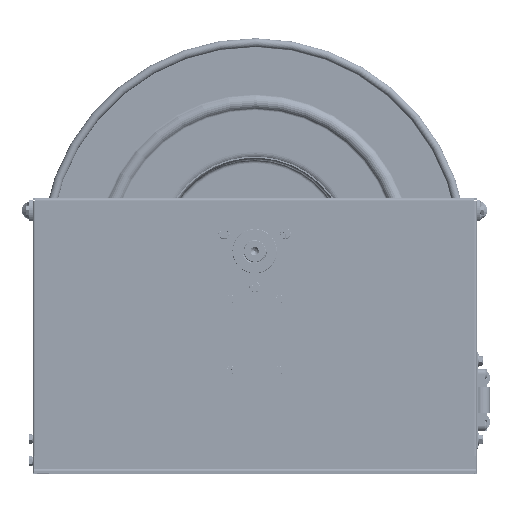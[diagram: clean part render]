
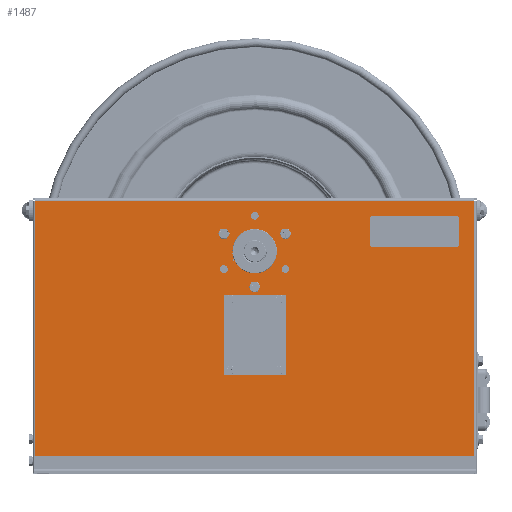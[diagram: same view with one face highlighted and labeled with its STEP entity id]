
A CAD part, top view. The second image highlights one B-rep face of the part: STEP entity #1487.
In plain terms, the highlighted planar face has unit normal (0, 0, 1).
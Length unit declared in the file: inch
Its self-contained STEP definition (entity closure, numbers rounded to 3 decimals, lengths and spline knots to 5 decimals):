
#427=CARTESIAN_POINT('',(-1.,2.06,0.0747));
#428=VERTEX_POINT('',#427);
#435=CARTESIAN_POINT('',(-1.,-1.94,0.0747));
#436=VERTEX_POINT('',#435);
#437=CARTESIAN_POINT('',(-1.,-1.94,0.0747));
#438=DIRECTION('',(0.0,1.0,0.0));
#439=VECTOR('',#438,4.0);
#440=LINE('',#437,#439);
#441=EDGE_CURVE('',#436,#428,#440,.T.);
#466=CARTESIAN_POINT('',(1.,-1.94,0.0747));
#467=VERTEX_POINT('',#466);
#468=CARTESIAN_POINT('',(1.,-1.94,0.0747));
#469=DIRECTION('',(-1.0,0.0,0.0));
#470=VECTOR('',#469,2.0);
#471=LINE('',#468,#470);
#472=EDGE_CURVE('',#467,#436,#471,.T.);
#497=CARTESIAN_POINT('',(1.0,2.06,0.0747));
#498=VERTEX_POINT('',#497);
#499=CARTESIAN_POINT('',(1.,2.06,0.0747));
#500=DIRECTION('',(0.0,-1.0,0.0));
#501=VECTOR('',#500,4.);
#502=LINE('',#499,#501);
#503=EDGE_CURVE('',#498,#467,#502,.T.);
#526=CARTESIAN_POINT('',(-1.,2.06,0.0747));
#527=DIRECTION('',(1.0,0.0,0.0));
#528=VECTOR('',#527,2.);
#529=LINE('',#526,#528);
#530=EDGE_CURVE('',#428,#498,#529,.T.);
#552=CARTESIAN_POINT('',(1.53,-1.94,0.0747));
#553=VERTEX_POINT('',#552);
#554=CARTESIAN_POINT('',(1.375,-1.94,0.0747));
#555=DIRECTION('',(0.0,0.0,-1.0));
#556=DIRECTION('',(1.0,0.0,0.0));
#557=AXIS2_PLACEMENT_3D('',#554,#555,#556);
#558=CIRCLE('',#557,0.155);
#559=EDGE_CURVE('',#553,#553,#558,.T.);
#580=CARTESIAN_POINT('',(-1.22,2.06,0.0747));
#581=VERTEX_POINT('',#580);
#582=CARTESIAN_POINT('',(-1.375,2.06,0.0747));
#583=DIRECTION('',(0.0,0.0,-1.0));
#584=DIRECTION('',(1.0,0.0,0.0));
#585=AXIS2_PLACEMENT_3D('',#582,#583,#584);
#586=CIRCLE('',#585,0.155);
#587=EDGE_CURVE('',#581,#581,#586,.T.);
#608=CARTESIAN_POINT('',(1.53,2.06,0.0747));
#609=VERTEX_POINT('',#608);
#610=CARTESIAN_POINT('',(1.375,2.06,0.0747));
#611=DIRECTION('',(0.0,0.0,-1.0));
#612=DIRECTION('',(1.0,0.0,0.0));
#613=AXIS2_PLACEMENT_3D('',#610,#611,#612);
#614=CIRCLE('',#613,0.155);
#615=EDGE_CURVE('',#609,#609,#614,.T.);
#636=CARTESIAN_POINT('',(-1.22,-1.94,0.0747));
#637=VERTEX_POINT('',#636);
#638=CARTESIAN_POINT('',(-1.375,-1.94,0.0747));
#639=DIRECTION('',(0.0,0.0,-1.0));
#640=DIRECTION('',(1.0,0.0,0.0));
#641=AXIS2_PLACEMENT_3D('',#638,#639,#640);
#642=CIRCLE('',#641,0.155);
#643=EDGE_CURVE('',#637,#637,#642,.T.);
#664=CARTESIAN_POINT('',(1.95205,3.75,0.0747));
#665=VERTEX_POINT('',#664);
#666=CARTESIAN_POINT('',(1.73205,3.75,0.0747));
#667=DIRECTION('',(0.0,0.0,-1.0));
#668=DIRECTION('',(1.0,0.0,0.0));
#669=AXIS2_PLACEMENT_3D('',#666,#667,#668);
#670=CIRCLE('',#669,0.22);
#671=EDGE_CURVE('',#665,#665,#670,.T.);
#692=CARTESIAN_POINT('',(-1.51205,3.75,0.0747));
#693=VERTEX_POINT('',#692);
#694=CARTESIAN_POINT('',(-1.73205,3.75,0.0747));
#695=DIRECTION('',(0.0,0.0,-1.0));
#696=DIRECTION('',(1.0,0.0,0.0));
#697=AXIS2_PLACEMENT_3D('',#694,#695,#696);
#698=CIRCLE('',#697,0.22);
#699=EDGE_CURVE('',#693,#693,#698,.T.);
#720=CARTESIAN_POINT('',(0.22,6.75,0.0747));
#721=VERTEX_POINT('',#720);
#722=CARTESIAN_POINT('',(0.0,6.75,0.0747));
#723=DIRECTION('',(0.0,0.0,-1.0));
#724=DIRECTION('',(1.0,0.0,0.0));
#725=AXIS2_PLACEMENT_3D('',#722,#723,#724);
#726=CIRCLE('',#725,0.22);
#727=EDGE_CURVE('',#721,#721,#726,.T.);
#748=CARTESIAN_POINT('',(-1.51205,5.75,0.0747));
#749=VERTEX_POINT('',#748);
#750=CARTESIAN_POINT('',(-1.73205,5.75,0.0747));
#751=DIRECTION('',(0.0,0.0,-1.0));
#752=DIRECTION('',(1.0,0.0,0.0));
#753=AXIS2_PLACEMENT_3D('',#750,#751,#752);
#754=CIRCLE('',#753,0.22);
#755=EDGE_CURVE('',#749,#749,#754,.T.);
#776=CARTESIAN_POINT('',(0.22,2.75,0.0747));
#777=VERTEX_POINT('',#776);
#778=CARTESIAN_POINT('',(0.0,2.75,0.0747));
#779=DIRECTION('',(0.0,0.0,-1.0));
#780=DIRECTION('',(1.0,0.0,0.0));
#781=AXIS2_PLACEMENT_3D('',#778,#779,#780);
#782=CIRCLE('',#781,0.22);
#783=EDGE_CURVE('',#777,#777,#782,.T.);
#804=CARTESIAN_POINT('',(1.95205,5.75,0.0747));
#805=VERTEX_POINT('',#804);
#806=CARTESIAN_POINT('',(1.73205,5.75,0.0747));
#807=DIRECTION('',(0.0,0.0,-1.0));
#808=DIRECTION('',(1.0,0.0,0.0));
#809=AXIS2_PLACEMENT_3D('',#806,#807,#808);
#810=CIRCLE('',#809,0.22);
#811=EDGE_CURVE('',#805,#805,#810,.T.);
#832=CARTESIAN_POINT('',(1.14,4.75,0.0747));
#833=VERTEX_POINT('',#832);
#834=CARTESIAN_POINT('',(0.0,4.75,0.0747));
#835=DIRECTION('',(0.0,0.0,-1.0));
#836=DIRECTION('',(-1.0,0.0,0.0));
#837=AXIS2_PLACEMENT_3D('',#834,#835,#836);
#838=CIRCLE('',#837,1.14);
#839=EDGE_CURVE('',#833,#833,#838,.T.);
#859=CARTESIAN_POINT('',(-12.3506,-7.75,0.0747));
#860=VERTEX_POINT('',#859);
#868=CARTESIAN_POINT('',(-12.3506,7.6006,0.0747));
#869=VERTEX_POINT('',#868);
#870=CARTESIAN_POINT('',(-12.3506,7.6006,0.0747));
#871=DIRECTION('',(0.0,-1.0,0.0));
#872=VECTOR('',#871,15.3506);
#873=LINE('',#870,#872);
#874=EDGE_CURVE('',#869,#860,#873,.T.);
#980=CARTESIAN_POINT('',(12.3506,7.6006,0.0747));
#981=VERTEX_POINT('',#980);
#982=CARTESIAN_POINT('',(12.3506,7.6006,0.0747));
#983=DIRECTION('',(-1.0,0.0,0.0));
#984=VECTOR('',#983,24.7012);
#985=LINE('',#982,#984);
#986=EDGE_CURVE('',#981,#869,#985,.T.);
#1107=CARTESIAN_POINT('',(12.3506,-7.75,0.0747));
#1108=VERTEX_POINT('',#1107);
#1116=CARTESIAN_POINT('',(12.3506,-7.75,0.0747));
#1117=DIRECTION('',(-1.0,0.0,0.0));
#1118=VECTOR('',#1117,24.7012);
#1119=LINE('',#1116,#1118);
#1120=EDGE_CURVE('',#1108,#860,#1119,.T.);
#1225=CARTESIAN_POINT('',(12.3506,-7.75,0.0747));
#1226=DIRECTION('',(0.0,1.0,0.0));
#1227=VECTOR('',#1226,15.3506);
#1228=LINE('',#1225,#1227);
#1229=EDGE_CURVE('',#1108,#981,#1228,.T.);
#1437=CARTESIAN_POINT('',(0.,0.,0.0747));
#1438=DIRECTION('',(0.0,0.0,1.0));
#1439=DIRECTION('',(1.0,0.0,0.0));
#1440=AXIS2_PLACEMENT_3D('',#1437,#1438,#1439);
#1441=PLANE('',#1440);
#1442=ORIENTED_EDGE('',*,*,#874,.T.);
#1443=ORIENTED_EDGE('',*,*,#1120,.F.);
#1444=ORIENTED_EDGE('',*,*,#1229,.T.);
#1445=ORIENTED_EDGE('',*,*,#986,.T.);
#1446=EDGE_LOOP('',(#1442,#1443,#1444,#1445));
#1447=FACE_OUTER_BOUND('',#1446,.T.);
#1448=ORIENTED_EDGE('',*,*,#441,.T.);
#1449=ORIENTED_EDGE('',*,*,#530,.T.);
#1450=ORIENTED_EDGE('',*,*,#503,.T.);
#1451=ORIENTED_EDGE('',*,*,#472,.T.);
#1452=EDGE_LOOP('',(#1448,#1449,#1450,#1451));
#1453=FACE_BOUND('',#1452,.T.);
#1454=ORIENTED_EDGE('',*,*,#559,.T.);
#1455=EDGE_LOOP('',(#1454));
#1456=FACE_BOUND('',#1455,.T.);
#1457=ORIENTED_EDGE('',*,*,#587,.T.);
#1458=EDGE_LOOP('',(#1457));
#1459=FACE_BOUND('',#1458,.T.);
#1460=ORIENTED_EDGE('',*,*,#615,.T.);
#1461=EDGE_LOOP('',(#1460));
#1462=FACE_BOUND('',#1461,.T.);
#1463=ORIENTED_EDGE('',*,*,#643,.T.);
#1464=EDGE_LOOP('',(#1463));
#1465=FACE_BOUND('',#1464,.T.);
#1466=ORIENTED_EDGE('',*,*,#671,.T.);
#1467=EDGE_LOOP('',(#1466));
#1468=FACE_BOUND('',#1467,.T.);
#1469=ORIENTED_EDGE('',*,*,#699,.T.);
#1470=EDGE_LOOP('',(#1469));
#1471=FACE_BOUND('',#1470,.T.);
#1472=ORIENTED_EDGE('',*,*,#727,.T.);
#1473=EDGE_LOOP('',(#1472));
#1474=FACE_BOUND('',#1473,.T.);
#1475=ORIENTED_EDGE('',*,*,#755,.T.);
#1476=EDGE_LOOP('',(#1475));
#1477=FACE_BOUND('',#1476,.T.);
#1478=ORIENTED_EDGE('',*,*,#783,.T.);
#1479=EDGE_LOOP('',(#1478));
#1480=FACE_BOUND('',#1479,.T.);
#1481=ORIENTED_EDGE('',*,*,#811,.T.);
#1482=EDGE_LOOP('',(#1481));
#1483=FACE_BOUND('',#1482,.T.);
#1484=ORIENTED_EDGE('',*,*,#839,.T.);
#1485=EDGE_LOOP('',(#1484));
#1486=FACE_BOUND('',#1485,.T.);
#1487=ADVANCED_FACE('',(#1447,#1453,#1456,#1459,#1462,#1465,#1468,#1471,#1474,#1477,#1480,#1483,#1486),#1441,.T.);
